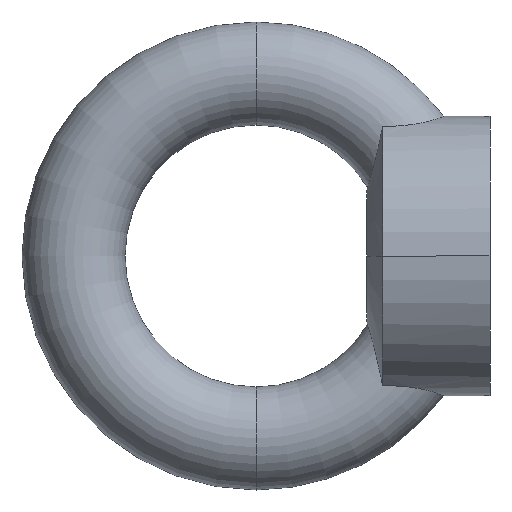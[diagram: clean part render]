
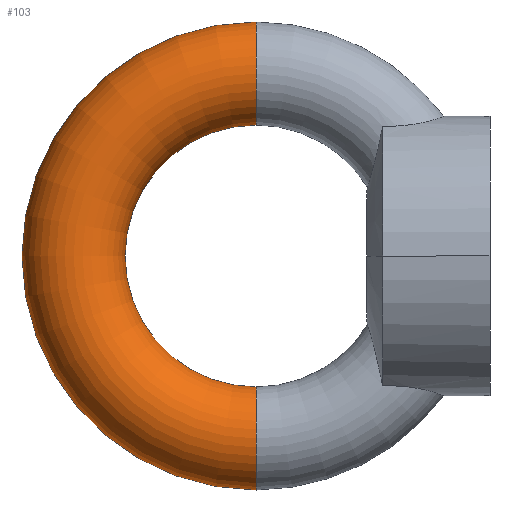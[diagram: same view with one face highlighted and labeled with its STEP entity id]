
A CAD part, left-side view. The second image highlights one B-rep face of the part: STEP entity #103.
In plain terms, the highlighted toroidal (fillet/blend) face has major radius 42.5 mm and minor radius 12 mm.
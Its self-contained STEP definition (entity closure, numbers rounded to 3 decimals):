
#103=ADVANCED_FACE('',(#143),#144,.T.);
#143=FACE_OUTER_BOUND('',#197,.T.);
#144=TOROIDAL_SURFACE('',#198,42.5,12.0);
#197=EDGE_LOOP('',(#294,#295,#296,#297));
#198=AXIS2_PLACEMENT_3D('',#298,#299,#300);
#294=ORIENTED_EDGE('',*,*,#421,.T.);
#295=ORIENTED_EDGE('',*,*,#440,.F.);
#296=ORIENTED_EDGE('',*,*,#422,.T.);
#297=ORIENTED_EDGE('',*,*,#441,.F.);
#298=CARTESIAN_POINT('',(0.0,54.5,0.0));
#299=DIRECTION('',(-1.0,0.0,0.0));
#300=DIRECTION('',(0.0,0.0,1.0));
#421=EDGE_CURVE('',#483,#472,#492,.T.);
#422=EDGE_CURVE('',#475,#489,#493,.T.);
#440=EDGE_CURVE('',#475,#472,#521,.T.);
#441=EDGE_CURVE('',#483,#489,#522,.T.);
#472=VERTEX_POINT('',#546);
#475=VERTEX_POINT('',#549);
#483=VERTEX_POINT('',#599);
#489=VERTEX_POINT('',#647);
#492=CIRCLE('',#650,54.5);
#493=CIRCLE('',#651,30.5);
#521=CIRCLE('',#727,12.0);
#522=CIRCLE('',#728,12.0);
#546=CARTESIAN_POINT('',(0.,54.5,-54.5));
#549=CARTESIAN_POINT('',(0.,54.5,-30.5));
#599=CARTESIAN_POINT('',(0.,54.5,54.5));
#647=CARTESIAN_POINT('',(0.,54.5,30.5));
#650=AXIS2_PLACEMENT_3D('',#816,#817,#818);
#651=AXIS2_PLACEMENT_3D('',#819,#820,#821);
#727=AXIS2_PLACEMENT_3D('',#855,#856,#857);
#728=AXIS2_PLACEMENT_3D('',#858,#859,#860);
#816=CARTESIAN_POINT('',(0.,54.5,0.0));
#817=DIRECTION('',(-1.0,0.0,0.0));
#818=DIRECTION('',(0.0,-0.0,1.0));
#819=CARTESIAN_POINT('',(0.,54.5,0.0));
#820=DIRECTION('',(1.0,0.0,-0.0));
#821=DIRECTION('',(0.0,0.0,1.0));
#855=CARTESIAN_POINT('',(0.0,54.5,-42.5));
#856=DIRECTION('',(0.0,-1.0,0.));
#857=DIRECTION('',(0.0,0.,-1.0));
#858=CARTESIAN_POINT('',(0.0,54.5,42.5));
#859=DIRECTION('',(-0.0,-1.0,0.));
#860=DIRECTION('',(0.0,0.,1.0));
